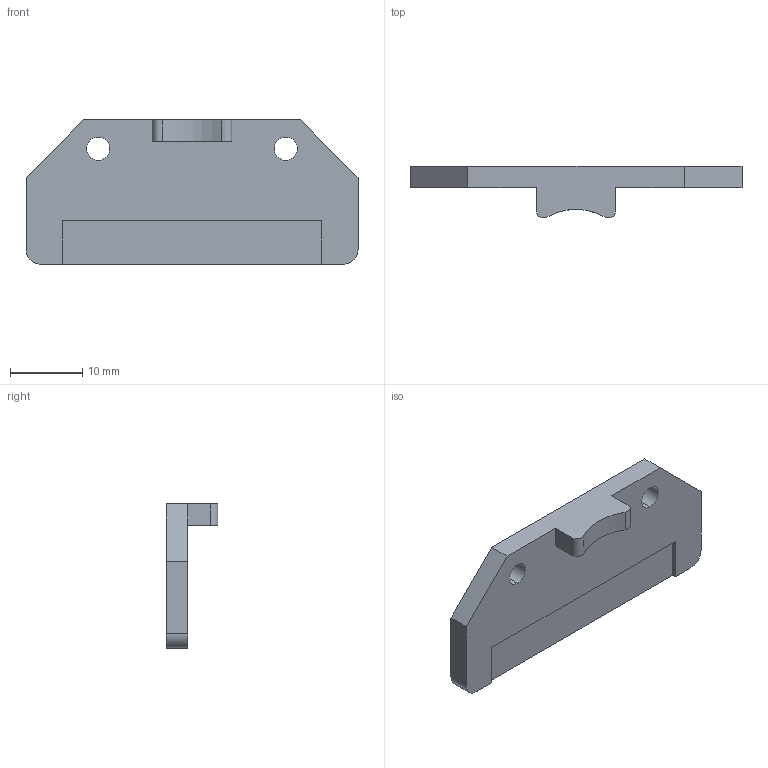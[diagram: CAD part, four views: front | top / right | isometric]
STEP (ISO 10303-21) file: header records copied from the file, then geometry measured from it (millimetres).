
FILE_DESCRIPTION (( 'STEP AP214' ), '1' );
FILE_NAME ('BLKv2_0_cover_V2_part2.STEP', '2020-07-04T06:55:04', ( '' ), ( '' ), 'SwSTEP 2.0', 'SolidWorks 2017', '' );
FILE_SCHEMA (( 'AUTOMOTIVE_DESIGN' ));
Length unit declared in the file: millimetre
Products named in the file (1): BLKv2_0_cover_V2_part2
Bounding box: 46 x 7.19 x 20 mm (x, y, z)
Volume: 2523.4 mm3; surface area: 2207.1 mm2
Topology: 1 solids, 1 shells, 24 faces, 66 edges, 44 vertices
Faces by surface type: plane 15, cylinder 8, bspline 1
Entity records: 810 total; most frequent: CARTESIAN_POINT 144, ORIENTED_EDGE 132, DIRECTION 128, EDGE_CURVE 66, LINE 48, VECTOR 48, VERTEX_POINT 44, AXIS2_PLACEMENT_3D 40
